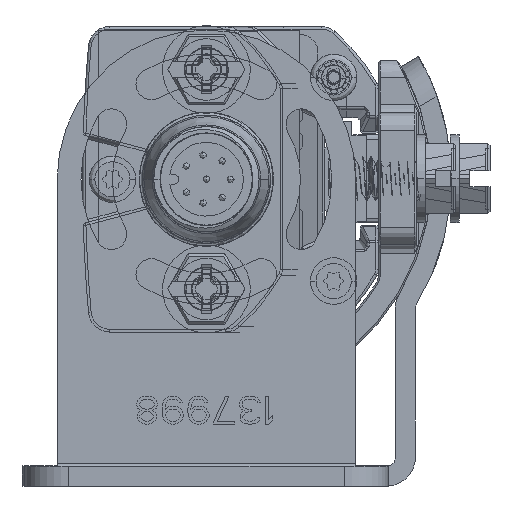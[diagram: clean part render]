
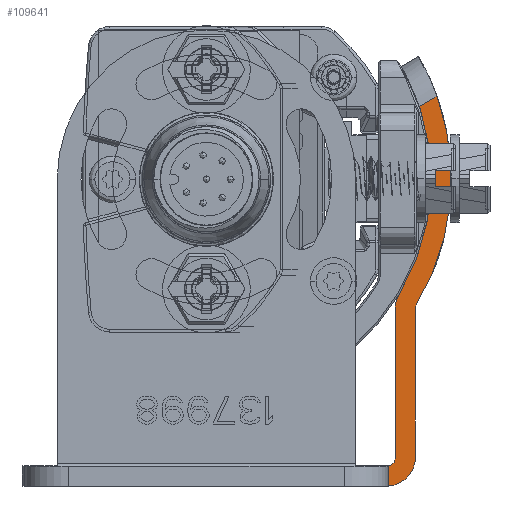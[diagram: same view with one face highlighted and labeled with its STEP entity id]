
A CAD part, front view. The second image highlights one B-rep face of the part: STEP entity #109641.
In plain terms, the highlighted face is planar.
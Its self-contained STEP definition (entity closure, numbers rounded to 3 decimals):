
#104880=CARTESIAN_POINT('',(26.271,9.394,15.));
#104908=CARTESIAN_POINT('',(24.243,8.223,15.));
#104950=DIRECTION('',(-0.866,-0.5,0.));
#104951=VECTOR('',#104950,2.341);
#104952=CARTESIAN_POINT('',(26.271,9.394,15.));
#104953=LINE('',#104952,#104951);
#104954=CARTESIAN_POINT('',(0.,0.,15.));
#104955=DIRECTION('',(0.,0.,1.));
#104956=DIRECTION('',(0.857,-0.515,0.));
#104957=AXIS2_PLACEMENT_3D('',#104954,#104955,#104956);
#104959=DIRECTION('',(0.,1.,0.));
#104960=VECTOR('',#104959,16.917);
#104961=CARTESIAN_POINT('',(23.8,-31.7,15.));
#104962=LINE('',#104961,#104960);
#104963=CARTESIAN_POINT('',(20.5,-31.7,15.));
#104964=DIRECTION('',(0.,0.,1.));
#104965=DIRECTION('',(0.,-1.,0.));
#104966=AXIS2_PLACEMENT_3D('',#104963,#104964,#104965);
#104968=DIRECTION('',(1.,0.,0.));
#104969=VECTOR('',#104968,36.5);
#104970=CARTESIAN_POINT('',(-16.,-35.,15.));
#104971=LINE('',#104970,#104969);
#104972=DIRECTION('',(0.,-1.,0.));
#104973=VECTOR('',#104972,2.3);
#104974=CARTESIAN_POINT('',(-16.,-32.7,15.));
#104975=LINE('',#104974,#104973);
#104976=DIRECTION('',(-1.,0.,0.));
#104977=VECTOR('',#104976,36.7);
#104978=CARTESIAN_POINT('',(20.7,-32.7,15.));
#104979=LINE('',#104978,#104977);
#104980=DIRECTION('',(0.,-1.,0.));
#104981=VECTOR('',#104980,17.062);
#104982=CARTESIAN_POINT('',(21.5,-14.838,15.));
#104983=LINE('',#104982,#104981);
#104984=CARTESIAN_POINT('',(24.8,-14.838,15.));
#104985=DIRECTION('',(0.,0.,1.));
#104986=DIRECTION('',(-0.858,0.513,0.));
#104987=AXIS2_PLACEMENT_3D('',#104984,#104985,#104986);
#104989=CARTESIAN_POINT('',(0.,0.,15.));
#104990=DIRECTION('',(0.,0.,-1.));
#104991=DIRECTION('',(0.947,0.321,0.));
#104992=AXIS2_PLACEMENT_3D('',#104989,#104990,#104991);
#104999=CARTESIAN_POINT('',(24.6,-14.783,15.));
#105000=DIRECTION('',(0.,0.,-1.));
#105001=DIRECTION('',(-1.,0.,0.));
#105002=AXIS2_PLACEMENT_3D('',#104999,#105000,#105001);
#105169=CARTESIAN_POINT('',(20.7,-31.9,15.));
#105170=DIRECTION('',(0.,0.,-1.));
#105171=DIRECTION('',(1.,0.,0.));
#105172=AXIS2_PLACEMENT_3D('',#105169,#105170,#105171);
#108363=CARTESIAN_POINT('',(23.914,-14.371,15.));
#108365=VERTEX_POINT('',#108363);
#108367=CARTESIAN_POINT('',(23.8,-14.783,15.));
#108369=VERTEX_POINT('',#108367);
#108371=CARTESIAN_POINT('',(20.7,-32.7,15.));
#108373=VERTEX_POINT('',#108371);
#108375=CARTESIAN_POINT('',(21.5,-31.9,15.));
#108377=VERTEX_POINT('',#108375);
#108382=CARTESIAN_POINT('',(20.5,-35.,15.));
#108383=VERTEX_POINT('',#108382);
#108384=CARTESIAN_POINT('',(23.8,-31.7,15.));
#108385=VERTEX_POINT('',#108384);
#108390=CARTESIAN_POINT('',(21.968,-13.144,15.));
#108391=VERTEX_POINT('',#108390);
#108392=CARTESIAN_POINT('',(21.5,-14.838,15.));
#108393=VERTEX_POINT('',#108392);
#108410=VERTEX_POINT('',#104908);
#108414=VERTEX_POINT('',#104880);
#108428=CARTESIAN_POINT('',(-16.,-35.,15.));
#108430=VERTEX_POINT('',#108428);
#108434=CARTESIAN_POINT('',(-16.,-32.7,15.));
#108435=VERTEX_POINT('',#108434);
#109613=CARTESIAN_POINT('',(0.,0.,15.));
#109614=DIRECTION('',(0.,0.,1.));
#109615=DIRECTION('',(1.,0.,0.));
#109616=AXIS2_PLACEMENT_3D('',#109613,#109614,#109615);
#109617=PLANE('',#109616);
#109618=ORIENTED_EDGE('',*,*,#109581,.F.);
#109619=ORIENTED_EDGE('',*,*,#109556,.F.);
#109621=ORIENTED_EDGE('',*,*,#109620,.F.);
#109623=ORIENTED_EDGE('',*,*,#109622,.F.);
#109625=ORIENTED_EDGE('',*,*,#109624,.F.);
#109627=ORIENTED_EDGE('',*,*,#109626,.F.);
#109629=ORIENTED_EDGE('',*,*,#109628,.F.);
#109631=ORIENTED_EDGE('',*,*,#109630,.F.);
#109633=ORIENTED_EDGE('',*,*,#109632,.F.);
#109635=ORIENTED_EDGE('',*,*,#109634,.F.);
#109637=ORIENTED_EDGE('',*,*,#109636,.F.);
#109638=ORIENTED_EDGE('',*,*,#109592,.F.);
#109639=EDGE_LOOP('',(#109618,#109619,#109621,#109623,#109625,#109627,#109629,
#109631,#109633,#109635,#109637,#109638));
#109640=FACE_OUTER_BOUND('',#109639,.F.);
#109641=ADVANCED_FACE('',(#109640),#109617,.T.);
#104958=CIRCLE('',#104957,27.9);
#104967=CIRCLE('',#104966,3.3);
#104988=CIRCLE('',#104987,3.3);
#104993=CIRCLE('',#104992,25.6);
#105003=CIRCLE('',#105002,0.8);
#105173=CIRCLE('',#105172,0.8);
#109556=EDGE_CURVE('',#108365,#108414,#104958,.T.);
#109581=EDGE_CURVE('',#108414,#108410,#104953,.T.);
#109592=EDGE_CURVE('',#108410,#108391,#104993,.T.);
#109620=EDGE_CURVE('',#108369,#108365,#105003,.T.);
#109622=EDGE_CURVE('',#108385,#108369,#104962,.T.);
#109624=EDGE_CURVE('',#108383,#108385,#104967,.T.);
#109626=EDGE_CURVE('',#108430,#108383,#104971,.T.);
#109628=EDGE_CURVE('',#108435,#108430,#104975,.T.);
#109630=EDGE_CURVE('',#108373,#108435,#104979,.T.);
#109632=EDGE_CURVE('',#108377,#108373,#105173,.T.);
#109634=EDGE_CURVE('',#108393,#108377,#104983,.T.);
#109636=EDGE_CURVE('',#108391,#108393,#104988,.T.);
